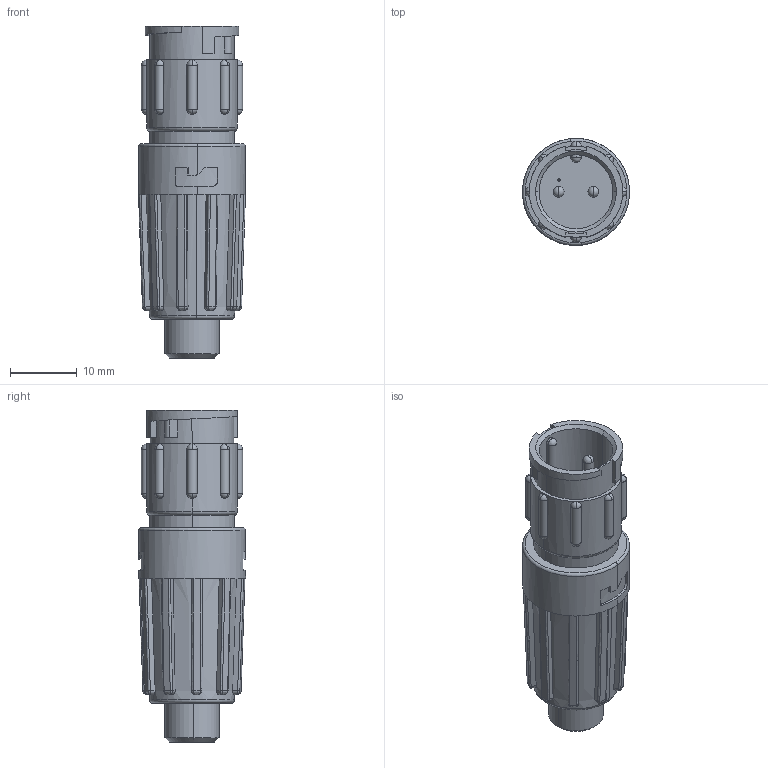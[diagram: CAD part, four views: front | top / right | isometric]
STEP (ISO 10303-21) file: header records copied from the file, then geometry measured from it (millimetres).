
FILE_DESCRIPTION (( 'STEP AP203' ), '1' );
FILE_NAME ('8380-2PG-5XX.STEP', '2018-02-21T15:04:22', ( '' ), ( '' ), 'SwSTEP 2.0', 'SolidWorks 2017', '' );
FILE_SCHEMA (( 'CONFIG_CONTROL_DESIGN' ));
Length unit declared in the file: millimetre
Products named in the file (1): 8380-2PG-5XX
Bounding box: 15.99 x 16 x 49.63 mm (x, y, z)
Volume: 5483 mm3; surface area: 3804.2 mm2
Topology: 1 solids, 2 shells, 306 faces, 824 edges, 475 vertices
Faces by surface type: cylinder 90, plane 82, bspline 82, sphere 38, cone 8, torus 6
Entity records: 16497 total; most frequent: CARTESIAN_POINT 9745, ORIENTED_EDGE 1522, DIRECTION 1228, EDGE_CURVE 761, AXIS2_PLACEMENT_3D 492, VERTEX_POINT 470, EDGE_LOOP 317, FACE_OUTER_BOUND 306
